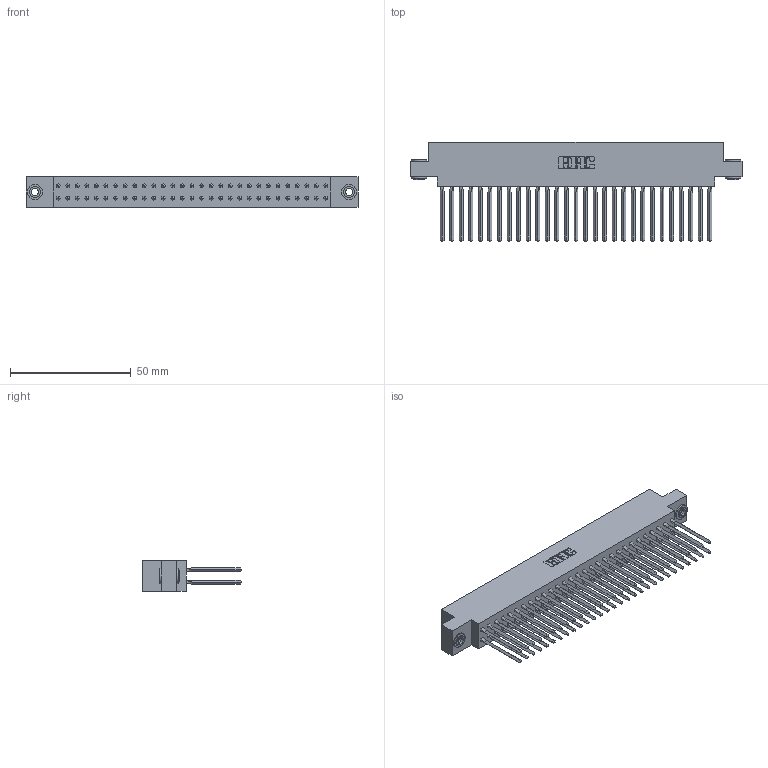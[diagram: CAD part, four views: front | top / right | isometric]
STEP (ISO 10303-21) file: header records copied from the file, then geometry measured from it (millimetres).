
FILE_DESCRIPTION (( 'STEP AP203' ), '1' );
FILE_NAME ('317-058-543-803.STEP', '2020-02-28T04:49:51', ( '' ), ( '' ), 'SwSTEP 2.0', 'SolidWorks 2016', '' );
FILE_SCHEMA (( 'CONFIG_CONTROL_DESIGN' ));
Length unit declared in the file: inch
Products named in the file (4): 317-058-543-803; 345-250-002_345-250-002-102; 317 Part_.156 Dia - TH; 317-290-001_543
Assembly tree (61 placements, depth 2):
  317-058-543-803
    317 Part_.156 Dia - TH
    317-290-001_543  x58
    345-250-002_345-250-002-102  x2
Bounding box: 137.62 x 41.15 x 12.7 mm (x, y, z)
Volume: 22965 mm3; surface area: 34540.9 mm2
Topology: 61 solids, 61 shells, 5302 faces, 14677 edges, 9452 vertices
Faces by surface type: plane 4302, cylinder 760, bspline 232, cone 8
Entity records: 44383 total; most frequent: CARTESIAN_POINT 8126, ORIENTED_EDGE 7618, DIRECTION 6397, EDGE_CURVE 3809, VECTOR 3529, LINE 3529, VERTEX_POINT 2531, AXIS2_PLACEMENT_3D 1434
